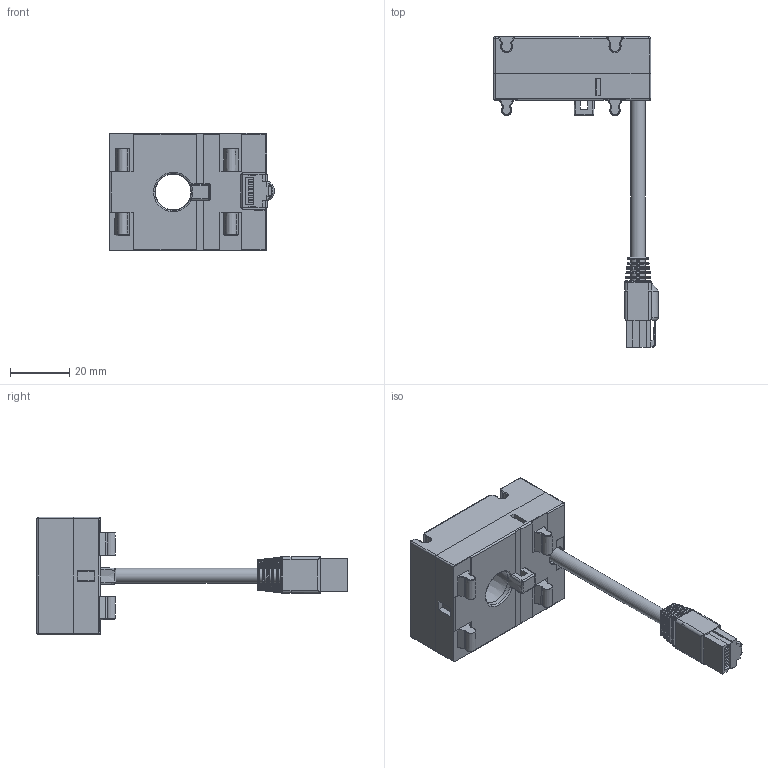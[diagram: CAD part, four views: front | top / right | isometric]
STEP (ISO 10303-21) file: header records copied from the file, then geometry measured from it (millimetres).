
FILE_DESCRIPTION(/* description */ (''),/* implementation_level */ '2;1');
FILE_NAME(/* name */ 'FILE_STP_CAD_DRAWING_3D_EXS1080_EXS1125_prt.stp',/* time_stamp */ '2022-02-03T14:47:37+01:00',/* author */ (''),/* organization */ (''),/* preprocessor_version */ 'ST-DEVELOPER v16.7',/* originating_system */ 'SIEMENS PLM Software NX 12.0',/* authorisation */ '');
FILE_SCHEMA (('AUTOMOTIVE_DESIGN { 1 0 10303 214 3 1 1 1 }'));
Length unit declared in the file: millimetre
Products named in the file (1): 3D_EXS1080_EXS1125
Bounding box: 55.7 x 104.97 x 39.75 mm (x, y, z)
Surface area: 14593.3 mm2 (no closed solid volume)
Topology: 0 solids, 12 shells, 491 faces, 1623 edges, 1123 vertices
Faces by surface type: plane 252, cylinder 100, bspline 68, cone 52, torus 11, sphere 8
Full cylindrical faces by diameter (mm): 5 x1
Entity records: 24173 total; most frequent: CARTESIAN_POINT 10682, ORIENTED_EDGE 2835, DIRECTION 2540, EDGE_CURVE 1609, VERTEX_POINT 1120, LINE 940, VECTOR 940, AXIS2_PLACEMENT_3D 800
